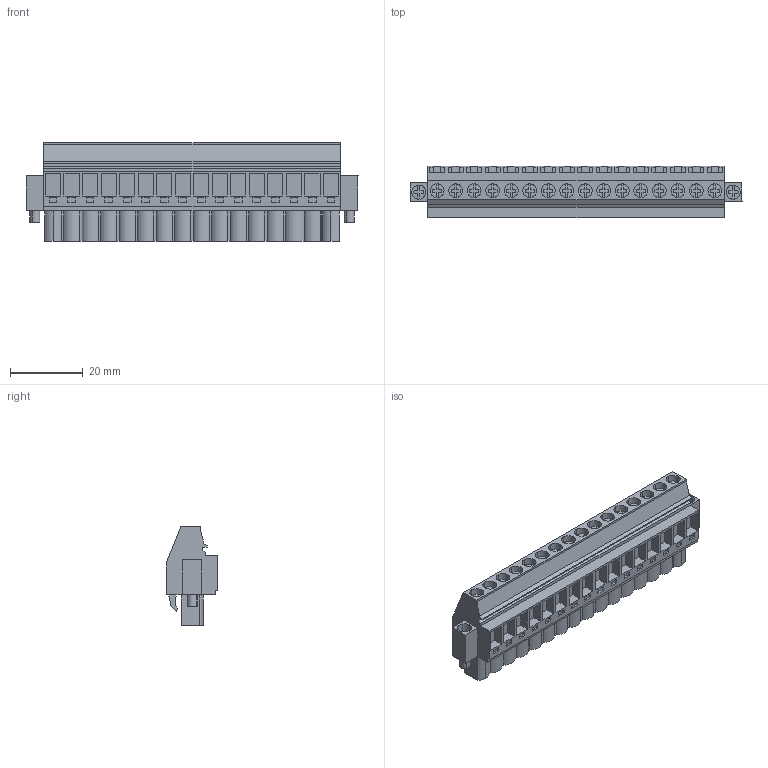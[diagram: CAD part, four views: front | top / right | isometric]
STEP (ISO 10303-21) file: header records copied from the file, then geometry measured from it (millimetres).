
FILE_DESCRIPTION(('CATIA V5 STEP','CAx-IF Rec.Pracs.--- Model Styling and Organization---1.2---2011-12-15'),'2;1');
FILE_NAME ('D1460172_0_1950450000_1950450000.stp','2017-09-09T10:09:05+00:00',('none'),('Weidmueller'),'CATIA Version 5-6 Release 2014','CATIA V5 STEP AP214','none');
FILE_SCHEMA(('AUTOMOTIVE_DESIGN { 1 0 10303 214 1 1 1 1 }'));
Length unit declared in the file: millimetre
Products named in the file (1): 1950450000
Bounding box: 91.08 x 14.1 x 27.1 mm (x, y, z)
Volume: 18858.9 mm3; surface area: 11461.5 mm2
Topology: 19 solids, 19 shells, 1092 faces, 3046 edges, 2063 vertices
Faces by surface type: plane 926, cylinder 162, extrusion 4
Entity records: 32950 total; most frequent: CARTESIAN_POINT 6372, ORIENTED_EDGE 6092, DIRECTION 4404, EDGE_CURVE 3046, VECTOR 2646, LINE 2642, VERTEX_POINT 2063, EDGE_LOOP 1169
